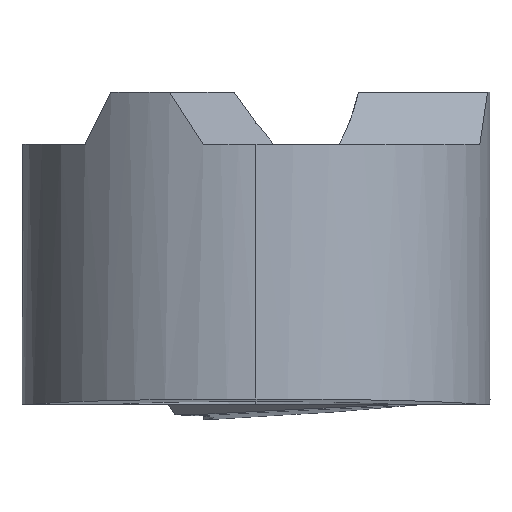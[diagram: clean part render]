
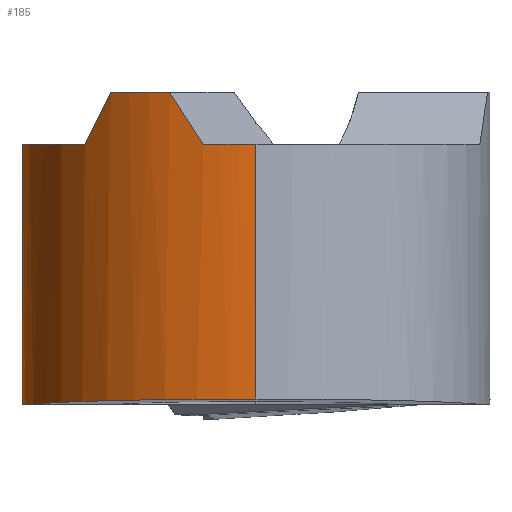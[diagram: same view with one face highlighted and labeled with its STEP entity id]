
A CAD part, left-side view. The second image highlights one B-rep face of the part: STEP entity #185.
In plain terms, the highlighted cylindrical face has radius 4.5 mm (diameter 9 mm), a partial arc.
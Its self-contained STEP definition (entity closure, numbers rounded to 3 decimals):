
#75=CYLINDRICAL_SURFACE('',#937,4.5);
#87=LINE('',#1385,#126);
#88=LINE('',#1410,#127);
#126=VECTOR('',#1039,1.);
#127=VECTOR('',#1048,1.);
#164=(
BOUNDED_CURVE()
B_SPLINE_CURVE(3,(#1379,#1380,#1381,#1382),.UNSPECIFIED.,.F.,.F.)
B_SPLINE_CURVE_WITH_KNOTS((4,4),(0.,1.),.UNSPECIFIED.)
CURVE()
GEOMETRIC_REPRESENTATION_ITEM()
RATIONAL_B_SPLINE_CURVE((1.,0.872,0.872,1.))
REPRESENTATION_ITEM('')
);
#165=(
BOUNDED_CURVE()
B_SPLINE_CURVE(3,(#1389,#1390,#1391,#1392),.UNSPECIFIED.,.F.,.F.)
B_SPLINE_CURVE_WITH_KNOTS((4,4),(0.,1.),.UNSPECIFIED.)
CURVE()
GEOMETRIC_REPRESENTATION_ITEM()
RATIONAL_B_SPLINE_CURVE((1.,0.998,0.998,1.))
REPRESENTATION_ITEM('')
);
#166=(
BOUNDED_CURVE()
B_SPLINE_CURVE(3,(#1396,#1397,#1398,#1399),.UNSPECIFIED.,.F.,.F.)
B_SPLINE_CURVE_WITH_KNOTS((4,4),(0.,1.),.UNSPECIFIED.)
CURVE()
GEOMETRIC_REPRESENTATION_ITEM()
RATIONAL_B_SPLINE_CURVE((1.,0.998,0.998,1.))
REPRESENTATION_ITEM('')
);
#167=(
BOUNDED_CURVE()
B_SPLINE_CURVE(3,(#1403,#1404,#1405,#1406),.UNSPECIFIED.,.F.,.F.)
B_SPLINE_CURVE_WITH_KNOTS((4,4),(0.,1.),.UNSPECIFIED.)
CURVE()
GEOMETRIC_REPRESENTATION_ITEM()
RATIONAL_B_SPLINE_CURVE((1.,0.998,0.998,1.))
REPRESENTATION_ITEM('')
);
#185=ADVANCED_FACE('',(#242),#75,.T.);
#242=FACE_OUTER_BOUND('',#290,.T.);
#290=EDGE_LOOP('',(#400,#401,#402,#403,#404,#405,#406,#407,#408,#409,#410));
#348=CIRCLE('',#932,4.5);
#349=CIRCLE('',#933,4.5);
#350=CIRCLE('',#934,4.5);
#351=CIRCLE('',#935,4.5);
#352=CIRCLE('',#936,4.5);
#400=ORIENTED_EDGE('',*,*,#739,.T.);
#401=ORIENTED_EDGE('',*,*,#740,.T.);
#402=ORIENTED_EDGE('',*,*,#741,.T.);
#403=ORIENTED_EDGE('',*,*,#742,.F.);
#404=ORIENTED_EDGE('',*,*,#743,.T.);
#405=ORIENTED_EDGE('',*,*,#744,.F.);
#406=ORIENTED_EDGE('',*,*,#745,.T.);
#407=ORIENTED_EDGE('',*,*,#746,.F.);
#408=ORIENTED_EDGE('',*,*,#747,.T.);
#409=ORIENTED_EDGE('',*,*,#748,.F.);
#410=ORIENTED_EDGE('',*,*,#749,.T.);
#650=VERTEX_POINT('',#1383);
#651=VERTEX_POINT('',#1384);
#652=VERTEX_POINT('',#1386);
#653=VERTEX_POINT('',#1388);
#654=VERTEX_POINT('',#1393);
#655=VERTEX_POINT('',#1395);
#656=VERTEX_POINT('',#1400);
#657=VERTEX_POINT('',#1402);
#658=VERTEX_POINT('',#1407);
#659=VERTEX_POINT('',#1409);
#660=VERTEX_POINT('',#1411);
#739=EDGE_CURVE('',#650,#651,#164,.T.);
#740=EDGE_CURVE('',#651,#652,#87,.T.);
#741=EDGE_CURVE('',#652,#653,#348,.T.);
#742=EDGE_CURVE('',#654,#653,#165,.T.);
#743=EDGE_CURVE('',#654,#655,#349,.T.);
#744=EDGE_CURVE('',#656,#655,#166,.T.);
#745=EDGE_CURVE('',#656,#657,#350,.T.);
#746=EDGE_CURVE('',#658,#657,#167,.T.);
#747=EDGE_CURVE('',#658,#659,#351,.T.);
#748=EDGE_CURVE('',#660,#659,#88,.T.);
#749=EDGE_CURVE('',#660,#650,#352,.T.);
#932=AXIS2_PLACEMENT_3D('',#1387,#1040,#1041);
#933=AXIS2_PLACEMENT_3D('',#1394,#1042,#1043);
#934=AXIS2_PLACEMENT_3D('',#1401,#1044,#1045);
#935=AXIS2_PLACEMENT_3D('',#1408,#1046,#1047);
#936=AXIS2_PLACEMENT_3D('',#1412,#1049,#1050);
#937=AXIS2_PLACEMENT_3D('',#1413,#1051,#1052);
#1039=DIRECTION('',(0.,0.,1.));
#1040=DIRECTION('',(0.,0.,-1.));
#1041=DIRECTION('',(1.,0.,0.));
#1042=DIRECTION('',(0.,0.,-1.));
#1043=DIRECTION('',(-1.,0.,0.));
#1044=DIRECTION('',(0.,0.,-1.));
#1045=DIRECTION('',(1.,0.,0.));
#1046=DIRECTION('',(0.,0.,-1.));
#1047=DIRECTION('',(-1.,0.,0.));
#1048=DIRECTION('',(0.,0.,1.));
#1049=DIRECTION('',(0.,0.,1.));
#1050=DIRECTION('',(-1.,0.,0.));
#1051=DIRECTION('',(0.,0.,1.));
#1052=DIRECTION('',(-1.,0.,0.));
#1379=CARTESIAN_POINT('',(-1.377,4.284,-5.));
#1380=CARTESIAN_POINT('',(-3.306,3.664,-4.938));
#1381=CARTESIAN_POINT('',(-4.5,2.027,-4.9));
#1382=CARTESIAN_POINT('',(-4.5,0.,-4.9));
#1383=CARTESIAN_POINT('',(-1.377,4.284,-5.));
#1384=CARTESIAN_POINT('',(-4.5,0.,-4.9));
#1385=CARTESIAN_POINT('',(-4.5,0.,-5.35));
#1386=CARTESIAN_POINT('',(-4.5,0.,0.));
#1387=CARTESIAN_POINT('',(0.,0.,0.));
#1388=CARTESIAN_POINT('',(-4.385,1.012,0.));
#1389=CARTESIAN_POINT('',(-4.183,1.66,1.));
#1390=CARTESIAN_POINT('',(-4.266,1.45,0.661));
#1391=CARTESIAN_POINT('',(-4.334,1.233,0.327));
#1392=CARTESIAN_POINT('',(-4.385,1.012,0.));
#1393=CARTESIAN_POINT('',(-4.183,1.66,1.));
#1394=CARTESIAN_POINT('',(0.,0.,1.));
#1395=CARTESIAN_POINT('',(-3.529,2.792,1.));
#1396=CARTESIAN_POINT('',(-3.069,3.291,0.));
#1397=CARTESIAN_POINT('',(-3.235,3.136,0.327));
#1398=CARTESIAN_POINT('',(-3.388,2.97,0.661));
#1399=CARTESIAN_POINT('',(-3.529,2.792,1.));
#1400=CARTESIAN_POINT('',(-3.069,3.291,0.));
#1401=CARTESIAN_POINT('',(0.,0.,0.));
#1402=CARTESIAN_POINT('',(3.069,3.291,0.));
#1403=CARTESIAN_POINT('',(3.529,2.792,1.));
#1404=CARTESIAN_POINT('',(3.388,2.97,0.661));
#1405=CARTESIAN_POINT('',(3.235,3.136,0.327));
#1406=CARTESIAN_POINT('',(3.069,3.291,0.));
#1407=CARTESIAN_POINT('',(3.529,2.792,1.));
#1408=CARTESIAN_POINT('',(0.,0.,1.));
#1409=CARTESIAN_POINT('',(3.585,2.72,1.));
#1410=CARTESIAN_POINT('',(3.585,2.72,-5.35));
#1411=CARTESIAN_POINT('',(3.585,2.72,-5.));
#1412=CARTESIAN_POINT('',(0.,0.,-5.));
#1413=CARTESIAN_POINT('',(0.,0.,-5.35));
